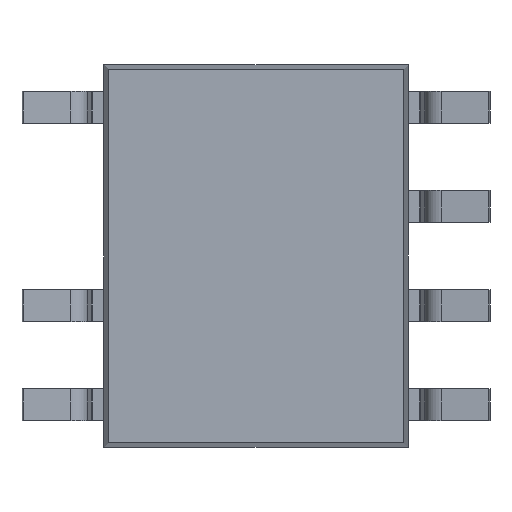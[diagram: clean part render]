
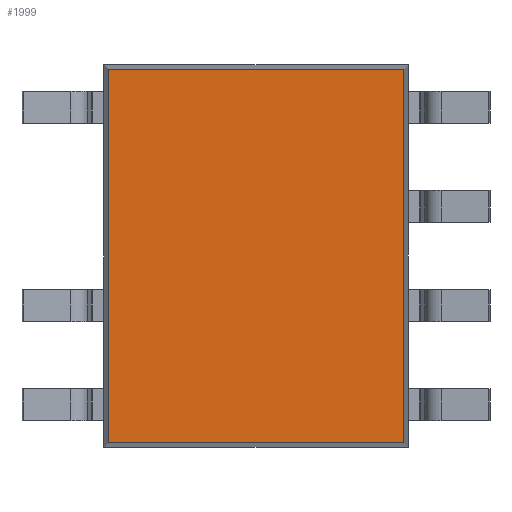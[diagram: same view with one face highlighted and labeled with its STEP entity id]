
A CAD part, front view. The second image highlights one B-rep face of the part: STEP entity #1999.
In plain terms, the highlighted planar face has unit normal (0, -1, 0).
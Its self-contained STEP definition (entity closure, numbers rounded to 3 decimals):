
#73 = LINE ( 'NONE', #1822, #1655 ) ;
#113 = CARTESIAN_POINT ( 'NONE',  ( -1.95, 0.25, -2.394 ) ) ;
#120 = AXIS2_PLACEMENT_3D ( 'NONE', #694, #1860, #3502 ) ;
#127 = CARTESIAN_POINT ( 'NONE',  ( 1.894, 0.25, 2.394 ) ) ;
#227 = EDGE_LOOP ( 'NONE', ( #786, #1203, #3574, #1445 ) ) ;
#694 = CARTESIAN_POINT ( 'NONE',  ( 0., 0.25, 0. ) ) ;
#726 = DIRECTION ( 'NONE',  ( 0., 0., 1. ) ) ;
#786 = ORIENTED_EDGE ( 'NONE', *, *, #2632, .T. ) ;
#927 = DIRECTION ( 'NONE',  ( -1., 0., 0. ) ) ;
#948 = LINE ( 'NONE', #2351, #2673 ) ;
#998 = DIRECTION ( 'NONE',  ( 1., 0., 0. ) ) ;
#1052 = VECTOR ( 'NONE', #998, 1000. ) ;
#1203 = ORIENTED_EDGE ( 'NONE', *, *, #1487, .T. ) ;
#1233 = PLANE ( 'NONE',  #120 ) ;
#1445 = ORIENTED_EDGE ( 'NONE', *, *, #2410, .T. ) ;
#1487 = EDGE_CURVE ( 'NONE', #2296, #2547, #3284, .T. ) ;
#1620 = VERTEX_POINT ( 'NONE', #2260 ) ;
#1655 = VECTOR ( 'NONE', #2017, 1000. ) ;
#1822 = CARTESIAN_POINT ( 'NONE',  ( -1.894, 0.25, 2.45 ) ) ;
#1860 = DIRECTION ( 'NONE',  ( 0., -1., 0. ) ) ;
#1999 = ADVANCED_FACE ( 'NONE', ( #3268 ), #1233, .T. ) ;
#2017 = DIRECTION ( 'NONE',  ( 0., 0., -1. ) ) ;
#2083 = EDGE_CURVE ( 'NONE', #2547, #3237, #948, .T. ) ;
#2260 = CARTESIAN_POINT ( 'NONE',  ( -1.894, 0.25, -2.394 ) ) ;
#2296 = VERTEX_POINT ( 'NONE', #2840 ) ;
#2351 = CARTESIAN_POINT ( 'NONE',  ( 1.95, 0.25, 2.394 ) ) ;
#2360 = VECTOR ( 'NONE', #726, 1000. ) ;
#2374 = CARTESIAN_POINT ( 'NONE',  ( 1.894, 0.25, -2.45 ) ) ;
#2410 = EDGE_CURVE ( 'NONE', #3237, #1620, #73, .T. ) ;
#2437 = LINE ( 'NONE', #113, #1052 ) ;
#2547 = VERTEX_POINT ( 'NONE', #127 ) ;
#2632 = EDGE_CURVE ( 'NONE', #1620, #2296, #2437, .T. ) ;
#2673 = VECTOR ( 'NONE', #927, 1000. ) ;
#2840 = CARTESIAN_POINT ( 'NONE',  ( 1.894, 0.25, -2.394 ) ) ;
#3237 = VERTEX_POINT ( 'NONE', #3252 ) ;
#3252 = CARTESIAN_POINT ( 'NONE',  ( -1.894, 0.25, 2.394 ) ) ;
#3268 = FACE_OUTER_BOUND ( 'NONE', #227, .T. ) ;
#3284 = LINE ( 'NONE', #2374, #2360 ) ;
#3502 = DIRECTION ( 'NONE',  ( 0., 0., -1. ) ) ;
#3574 = ORIENTED_EDGE ( 'NONE', *, *, #2083, .T. ) ;
